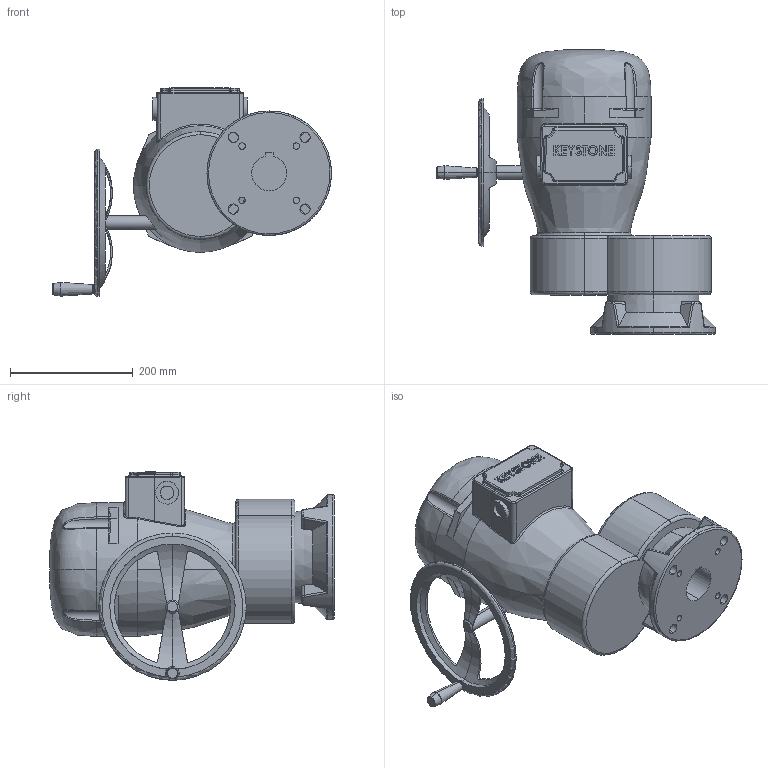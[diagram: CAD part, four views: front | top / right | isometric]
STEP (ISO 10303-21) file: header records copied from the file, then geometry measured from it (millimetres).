
FILE_DESCRIPTION (( 'STEP AP203' ), '1' );
FILE_NAME ('EPI 171.STEP', '2012-08-31T13:26:32', ( 'Tyco' ), ( 'Tyco' ), 'SwSTEP 2.0', 'SolidWorks 2012', '' );
FILE_SCHEMA (( 'CONFIG_CONTROL_DESIGN' ));
Length unit declared in the file: millimetre
Products named in the file (1): EPI 171
Bounding box: 454.53 x 464.06 x 340.11 mm (x, y, z)
Surface area: 557007.4 mm2 (no closed solid volume)
Topology: 0 solids, 2 shells, 378 faces, 1049 edges, 664 vertices
Faces by surface type: cylinder 111, plane 111, torus 89, bspline 52, cone 15
Entity records: 16435 total; most frequent: CARTESIAN_POINT 7087, ORIENTED_EDGE 1963, DIRECTION 1895, EDGE_CURVE 1047, AXIS2_PLACEMENT_3D 740, VERTEX_POINT 664, LINE 415, VECTOR 415
